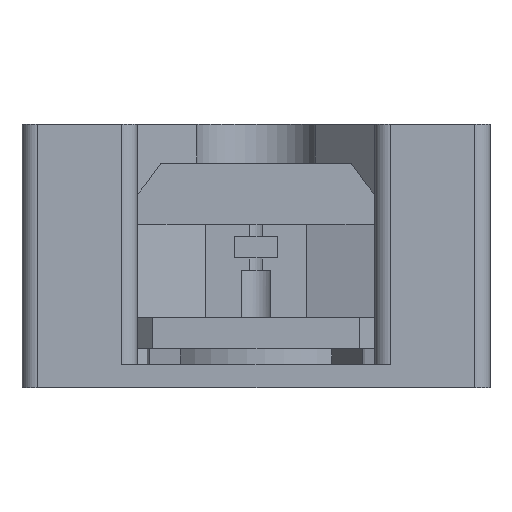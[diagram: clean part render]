
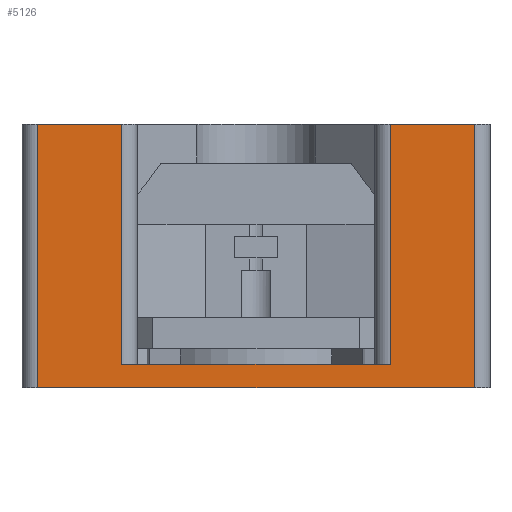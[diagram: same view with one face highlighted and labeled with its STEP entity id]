
A CAD part, front view. The second image highlights one B-rep face of the part: STEP entity #5126.
In plain terms, the highlighted planar face has unit normal (0, -1, 0).
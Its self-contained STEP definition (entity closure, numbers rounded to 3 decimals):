
#193=PLANE('',#5430);
#427=FACE_OUTER_BOUND('',#685,.T.);
#685=EDGE_LOOP('',(#4429,#4430,#4431,#4432,#4433,#4434,#4435,#4436));
#989=LINE('',#7335,#1683);
#1294=LINE('',#7954,#1988);
#1295=LINE('',#7959,#1989);
#1296=LINE('',#7961,#1990);
#1297=LINE('',#7963,#1991);
#1298=LINE('',#7965,#1992);
#1299=LINE('',#7966,#1993);
#1300=LINE('',#7967,#1994);
#1683=VECTOR('',#5927,10.);
#1988=VECTOR('',#6442,10.);
#1989=VECTOR('',#6447,10.);
#1990=VECTOR('',#6448,10.);
#1991=VECTOR('',#6449,10.);
#1992=VECTOR('',#6450,10.);
#1993=VECTOR('',#6451,10.);
#1994=VECTOR('',#6452,10.);
#2402=VERTEX_POINT('',#7332);
#2403=VERTEX_POINT('',#7334);
#2606=VERTEX_POINT('',#7953);
#2607=VERTEX_POINT('',#7957);
#2608=VERTEX_POINT('',#7958);
#2609=VERTEX_POINT('',#7960);
#2610=VERTEX_POINT('',#7962);
#2611=VERTEX_POINT('',#7964);
#2952=EDGE_CURVE('',#2403,#2402,#989,.T.);
#3267=EDGE_CURVE('',#2606,#2402,#1294,.T.);
#3269=EDGE_CURVE('',#2607,#2608,#1295,.T.);
#3270=EDGE_CURVE('',#2609,#2607,#1296,.T.);
#3271=EDGE_CURVE('',#2610,#2609,#1297,.T.);
#3272=EDGE_CURVE('',#2611,#2610,#1298,.T.);
#3273=EDGE_CURVE('',#2403,#2611,#1299,.T.);
#3274=EDGE_CURVE('',#2606,#2608,#1300,.T.);
#4429=ORIENTED_EDGE('',*,*,#3269,.F.);
#4430=ORIENTED_EDGE('',*,*,#3270,.F.);
#4431=ORIENTED_EDGE('',*,*,#3271,.F.);
#4432=ORIENTED_EDGE('',*,*,#3272,.F.);
#4433=ORIENTED_EDGE('',*,*,#3273,.F.);
#4434=ORIENTED_EDGE('',*,*,#2952,.T.);
#4435=ORIENTED_EDGE('',*,*,#3267,.F.);
#4436=ORIENTED_EDGE('',*,*,#3274,.T.);
#5126=ADVANCED_FACE('',(#427),#193,.T.);
#5430=AXIS2_PLACEMENT_3D('',#7956,#6445,#6446);
#5927=DIRECTION('',(1.,0.,0.));
#6442=DIRECTION('',(0.,0.,-1.));
#6445=DIRECTION('center_axis',(0.,-1.,0.));
#6446=DIRECTION('ref_axis',(1.,0.,0.));
#6447=DIRECTION('',(0.,0.,1.));
#6448=DIRECTION('',(1.,0.,0.));
#6449=DIRECTION('',(0.,0.,-1.));
#6450=DIRECTION('',(1.,0.,0.));
#6451=DIRECTION('',(0.,0.,1.));
#6452=DIRECTION('',(-1.,0.,0.));
#7332=CARTESIAN_POINT('',(28.,-28.9,0.));
#7334=CARTESIAN_POINT('',(-28.,-28.9,0.));
#7335=CARTESIAN_POINT('',(-30.,-28.9,0.));
#7953=CARTESIAN_POINT('',(28.,-28.9,33.8));
#7954=CARTESIAN_POINT('',(28.,-28.9,0.));
#7956=CARTESIAN_POINT('Origin',(-30.,-28.9,0.));
#7957=CARTESIAN_POINT('',(17.229,-28.9,3.));
#7958=CARTESIAN_POINT('',(17.229,-28.9,33.8));
#7959=CARTESIAN_POINT('',(17.229,-28.9,1.5));
#7960=CARTESIAN_POINT('',(-17.229,-28.9,3.));
#7961=CARTESIAN_POINT('',(-30.,-28.9,3.));
#7962=CARTESIAN_POINT('',(-17.229,-28.9,33.8));
#7963=CARTESIAN_POINT('',(-17.229,-28.9,1.5));
#7964=CARTESIAN_POINT('',(-28.,-28.9,33.8));
#7965=CARTESIAN_POINT('',(-26.307,-28.9,33.8));
#7966=CARTESIAN_POINT('',(-28.,-28.9,0.));
#7967=CARTESIAN_POINT('',(26.307,-28.9,33.8));
